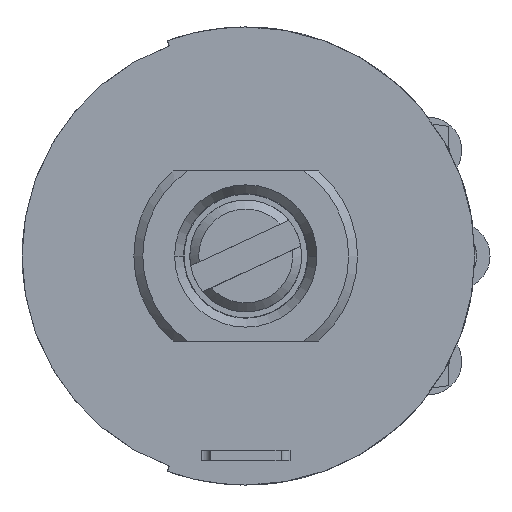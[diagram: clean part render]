
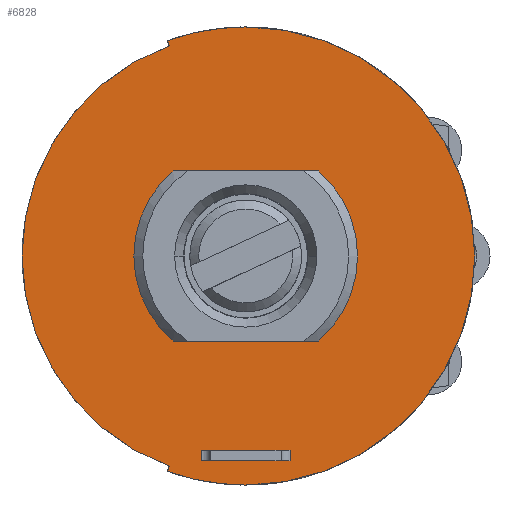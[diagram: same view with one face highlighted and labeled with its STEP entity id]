
A CAD part, front view. The second image highlights one B-rep face of the part: STEP entity #6828.
In plain terms, the highlighted planar face has unit normal (0, -1, 0).
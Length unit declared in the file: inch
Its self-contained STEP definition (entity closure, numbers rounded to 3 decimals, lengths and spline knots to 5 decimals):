
#2197=CARTESIAN_POINT('',(0.,-0.091,0.));
#2198=DIRECTION('',(0.,1.,0.));
#2199=DIRECTION('',(-0.342,0.,-0.94));
#2200=AXIS2_PLACEMENT_3D('',#2197,#2198,#2199);
#2202=DIRECTION('',(-0.342,0.,0.94));
#2203=VECTOR('',#2202,0.006);
#2204=CARTESIAN_POINT('',(-0.08551,-0.091,0.23492));
#2205=LINE('',#2204,#2203);
#2206=CARTESIAN_POINT('',(0.,-0.091,0.));
#2207=DIRECTION('',(0.,1.,0.));
#2208=DIRECTION('',(-0.342,0.,0.94));
#2209=AXIS2_PLACEMENT_3D('',#2206,#2207,#2208);
#2211=CARTESIAN_POINT('',(0.,-0.091,0.));
#2212=DIRECTION('',(0.,1.,0.));
#2213=DIRECTION('',(0.,0.,1.));
#2214=AXIS2_PLACEMENT_3D('',#2211,#2212,#2213);
#2216=CARTESIAN_POINT('',(0.,-0.091,0.));
#2217=DIRECTION('',(0.,1.,0.));
#2218=DIRECTION('',(0.,0.,-1.));
#2219=AXIS2_PLACEMENT_3D('',#2216,#2217,#2218);
#2221=DIRECTION('',(0.342,0.,0.94));
#2222=VECTOR('',#2221,0.006);
#2223=CARTESIAN_POINT('',(-0.08756,-0.091,-0.24056));
#2224=LINE('',#2223,#2222);
#2225=DIRECTION('',(1.,0.,0.));
#2226=VECTOR('',#2225,0.099);
#2227=CARTESIAN_POINT('',(-0.0495,-0.091,-0.229));
#2228=LINE('',#2227,#2226);
#2229=DIRECTION('',(-1.,0.,0.));
#2230=VECTOR('',#2229,0.099);
#2231=CARTESIAN_POINT('',(0.0495,-0.091,-0.217));
#2232=LINE('',#2231,#2230);
#2233=DIRECTION('',(-1.,0.,0.));
#2234=VECTOR('',#2233,0.0339);
#2235=CARTESIAN_POINT('',(0.01695,-0.091,0.095));
#2236=LINE('',#2235,#2234);
#2237=CARTESIAN_POINT('',(0.,-0.091,0.));
#2238=DIRECTION('',(0.,-1.,0.));
#2239=DIRECTION('',(-0.176,0.,0.984));
#2240=AXIS2_PLACEMENT_3D('',#2237,#2238,#2239);
#2242=DIRECTION('',(1.,0.,0.));
#2243=VECTOR('',#2242,0.0339);
#2244=CARTESIAN_POINT('',(-0.01695,-0.091,-0.095));
#2245=LINE('',#2244,#2243);
#2246=CARTESIAN_POINT('',(0.,-0.091,0.));
#2247=DIRECTION('',(0.,-1.,0.));
#2248=DIRECTION('',(0.176,0.,-0.984));
#2249=AXIS2_PLACEMENT_3D('',#2246,#2247,#2248);
#2251=DIRECTION('',(0.,0.,1.));
#2252=VECTOR('',#2251,0.012);
#2253=CARTESIAN_POINT('',(-0.0495,-0.091,-0.229));
#2254=LINE('',#2253,#2252);
#2273=DIRECTION('',(0.,0.,-1.));
#2274=VECTOR('',#2273,0.012);
#2275=CARTESIAN_POINT('',(0.0495,-0.091,-0.217));
#2276=LINE('',#2275,#2274);
#4139=CARTESIAN_POINT('',(-0.08756,-0.091,-0.24056));
#4140=VERTEX_POINT('',#4139);
#4141=CARTESIAN_POINT('',(0.,-0.091,-0.256));
#4142=VERTEX_POINT('',#4141);
#4143=CARTESIAN_POINT('',(0.,-0.091,0.256));
#4144=VERTEX_POINT('',#4143);
#4145=CARTESIAN_POINT('',(-0.08756,-0.091,0.24056));
#4146=VERTEX_POINT('',#4145);
#4147=CARTESIAN_POINT('',(-0.08551,-0.091,-0.23492));
#4148=VERTEX_POINT('',#4147);
#4149=CARTESIAN_POINT('',(-0.08551,-0.091,0.23492));
#4150=VERTEX_POINT('',#4149);
#4151=CARTESIAN_POINT('',(-0.0495,-0.091,-0.229));
#4152=CARTESIAN_POINT('',(-0.0495,-0.091,-0.217));
#4153=VERTEX_POINT('',#4151);
#4154=VERTEX_POINT('',#4152);
#4155=CARTESIAN_POINT('',(0.0495,-0.091,-0.229));
#4156=VERTEX_POINT('',#4155);
#4157=CARTESIAN_POINT('',(0.0495,-0.091,-0.217));
#4158=VERTEX_POINT('',#4157);
#4159=CARTESIAN_POINT('',(0.01695,-0.091,0.095));
#4160=CARTESIAN_POINT('',(-0.01695,-0.091,0.095));
#4161=VERTEX_POINT('',#4159);
#4162=VERTEX_POINT('',#4160);
#4163=CARTESIAN_POINT('',(-0.01695,-0.091,-0.095));
#4164=VERTEX_POINT('',#4163);
#4165=CARTESIAN_POINT('',(0.01695,-0.091,-0.095));
#4166=VERTEX_POINT('',#4165);
#6794=CARTESIAN_POINT('',(0.,-0.091,0.));
#6795=DIRECTION('',(0.,-1.,0.));
#6796=DIRECTION('',(0.,0.,-1.));
#6797=AXIS2_PLACEMENT_3D('',#6794,#6795,#6796);
#6798=PLANE('',#6797);
#6799=ORIENTED_EDGE('',*,*,#6773,.T.);
#6800=ORIENTED_EDGE('',*,*,#6788,.T.);
#6801=ORIENTED_EDGE('',*,*,#6388,.T.);
#6802=ORIENTED_EDGE('',*,*,#6386,.T.);
#6803=ORIENTED_EDGE('',*,*,#6384,.T.);
#6805=ORIENTED_EDGE('',*,*,#6804,.T.);
#6806=EDGE_LOOP('',(#6799,#6800,#6801,#6802,#6803,#6805));
#6807=FACE_OUTER_BOUND('',#6806,.F.);
#6809=ORIENTED_EDGE('',*,*,#6808,.F.);
#6811=ORIENTED_EDGE('',*,*,#6810,.T.);
#6813=ORIENTED_EDGE('',*,*,#6812,.F.);
#6815=ORIENTED_EDGE('',*,*,#6814,.T.);
#6816=EDGE_LOOP('',(#6809,#6811,#6813,#6815));
#6817=FACE_BOUND('',#6816,.F.);
#6819=ORIENTED_EDGE('',*,*,#6818,.T.);
#6821=ORIENTED_EDGE('',*,*,#6820,.T.);
#6823=ORIENTED_EDGE('',*,*,#6822,.T.);
#6825=ORIENTED_EDGE('',*,*,#6824,.T.);
#6826=EDGE_LOOP('',(#6819,#6821,#6823,#6825));
#6827=FACE_BOUND('',#6826,.F.);
#6828=ADVANCED_FACE('',(#6807,#6817,#6827),#6798,.T.);
#2201=CIRCLE('',#2200,0.25);
#2210=CIRCLE('',#2209,0.256);
#2215=CIRCLE('',#2214,0.256);
#2220=CIRCLE('',#2219,0.256);
#2241=CIRCLE('',#2240,0.0965);
#2250=CIRCLE('',#2249,0.0965);
#6384=EDGE_CURVE('',#4142,#4140,#2220,.T.);
#6386=EDGE_CURVE('',#4144,#4142,#2215,.T.);
#6388=EDGE_CURVE('',#4146,#4144,#2210,.T.);
#6773=EDGE_CURVE('',#4148,#4150,#2201,.T.);
#6788=EDGE_CURVE('',#4150,#4146,#2205,.T.);
#6804=EDGE_CURVE('',#4140,#4148,#2224,.T.);
#6808=EDGE_CURVE('',#4153,#4154,#2254,.T.);
#6810=EDGE_CURVE('',#4153,#4156,#2228,.T.);
#6812=EDGE_CURVE('',#4158,#4156,#2276,.T.);
#6814=EDGE_CURVE('',#4158,#4154,#2232,.T.);
#6818=EDGE_CURVE('',#4161,#4162,#2236,.T.);
#6820=EDGE_CURVE('',#4162,#4164,#2241,.T.);
#6822=EDGE_CURVE('',#4164,#4166,#2245,.T.);
#6824=EDGE_CURVE('',#4166,#4161,#2250,.T.);
